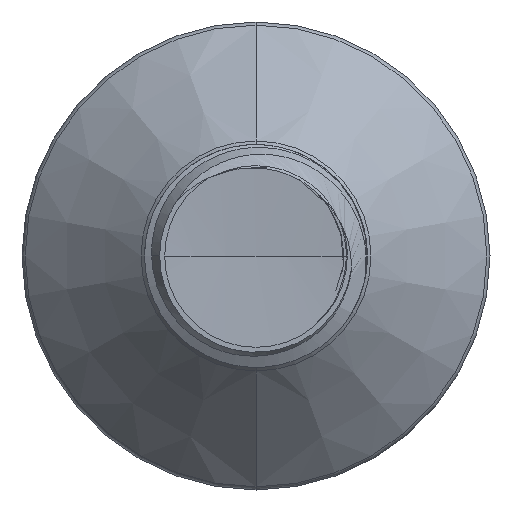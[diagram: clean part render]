
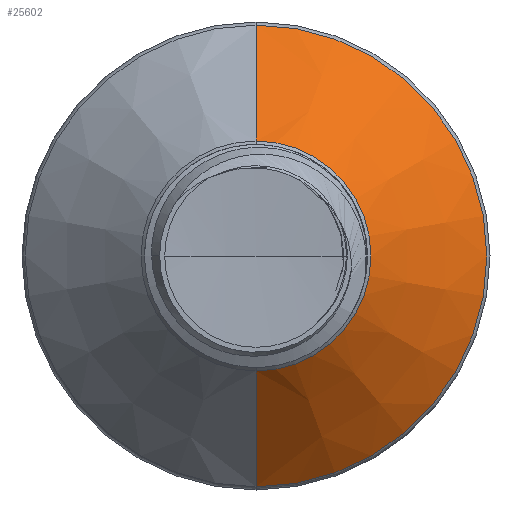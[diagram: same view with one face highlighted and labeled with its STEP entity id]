
A CAD part, front view. The second image highlights one B-rep face of the part: STEP entity #25602.
In plain terms, the highlighted conical face has half-angle 45 degrees and reference radius 2.064 mm.
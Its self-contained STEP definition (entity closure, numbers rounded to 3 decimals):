
#1000 = EDGE_CURVE ( 'NONE', #34212, #26237, #40334, .T. ) ;
#1398 = CARTESIAN_POINT ( 'NONE',  ( 0., 18.365, -4.143 ) ) ;
#2313 = CIRCLE ( 'NONE', #26357, 4.143 ) ;
#2437 = ORIENTED_EDGE ( 'NONE', *, *, #2947, .F. ) ;
#2947 = EDGE_CURVE ( 'NONE', #32063, #35897, #2313, .T. ) ;
#3259 = DIRECTION ( 'NONE',  ( 0., 0., 1. ) ) ;
#3268 = DIRECTION ( 'NONE',  ( 0., 1., 0. ) ) ;
#3307 = CARTESIAN_POINT ( 'NONE',  ( 0., 18.365, 0. ) ) ;
#4355 = CARTESIAN_POINT ( 'NONE',  ( 0., 16.286, -2.064 ) ) ;
#9796 = AXIS2_PLACEMENT_3D ( 'NONE', #37347, #15757, #18988 ) ;
#13145 = ORIENTED_EDGE ( 'NONE', *, *, #27512, .T. ) ;
#14109 = ORIENTED_EDGE ( 'NONE', *, *, #18029, .F. ) ;
#15757 = DIRECTION ( 'NONE',  ( 0., 1., 0. ) ) ;
#15820 = CONICAL_SURFACE ( 'NONE', #9796, 2.064, 0.785 ) ;
#16294 = AXIS2_PLACEMENT_3D ( 'NONE', #37196, #37048, #37080 ) ;
#18029 = EDGE_CURVE ( 'NONE', #34212, #32063, #33599, .T. ) ;
#18084 = CARTESIAN_POINT ( 'NONE',  ( 0., 16.286, -2.064 ) ) ;
#18988 = DIRECTION ( 'NONE',  ( 0., 0., 1. ) ) ;
#19069 = CARTESIAN_POINT ( 'NONE',  ( 0., 16.286, 2.064 ) ) ;
#21434 = VECTOR ( 'NONE', #23013, 1000. ) ;
#23013 = DIRECTION ( 'NONE',  ( 0., 0.707, 0.707 ) ) ;
#25602 = ADVANCED_FACE ( 'NONE', ( #33527 ), #15820, .T. ) ;
#26237 = VERTEX_POINT ( 'NONE', #4355 ) ;
#26357 = AXIS2_PLACEMENT_3D ( 'NONE', #3307, #3268, #3259 ) ;
#27512 = EDGE_CURVE ( 'NONE', #26237, #35897, #33057, .T. ) ;
#28720 = ORIENTED_EDGE ( 'NONE', *, *, #1000, .T. ) ;
#28994 = CARTESIAN_POINT ( 'NONE',  ( 0., 16.286, 2.064 ) ) ;
#29478 = CARTESIAN_POINT ( 'NONE',  ( 0., 18.365, 4.143 ) ) ;
#32063 = VERTEX_POINT ( 'NONE', #29478 ) ;
#33057 = LINE ( 'NONE', #18084, #39739 ) ;
#33527 = FACE_OUTER_BOUND ( 'NONE', #33816, .T. ) ;
#33599 = LINE ( 'NONE', #28994, #21434 ) ;
#33816 = EDGE_LOOP ( 'NONE', ( #28720, #13145, #2437, #14109 ) ) ;
#34212 = VERTEX_POINT ( 'NONE', #19069 ) ;
#35897 = VERTEX_POINT ( 'NONE', #1398 ) ;
#36547 = DIRECTION ( 'NONE',  ( 0., 0.707, -0.707 ) ) ;
#37048 = DIRECTION ( 'NONE',  ( 0., 1., 0. ) ) ;
#37080 = DIRECTION ( 'NONE',  ( 0., 0., 1. ) ) ;
#37196 = CARTESIAN_POINT ( 'NONE',  ( 0., 16.286, 0. ) ) ;
#37347 = CARTESIAN_POINT ( 'NONE',  ( 0., 16.286, 0. ) ) ;
#39739 = VECTOR ( 'NONE', #36547, 1000. ) ;
#40334 = CIRCLE ( 'NONE', #16294, 2.064 ) ;
